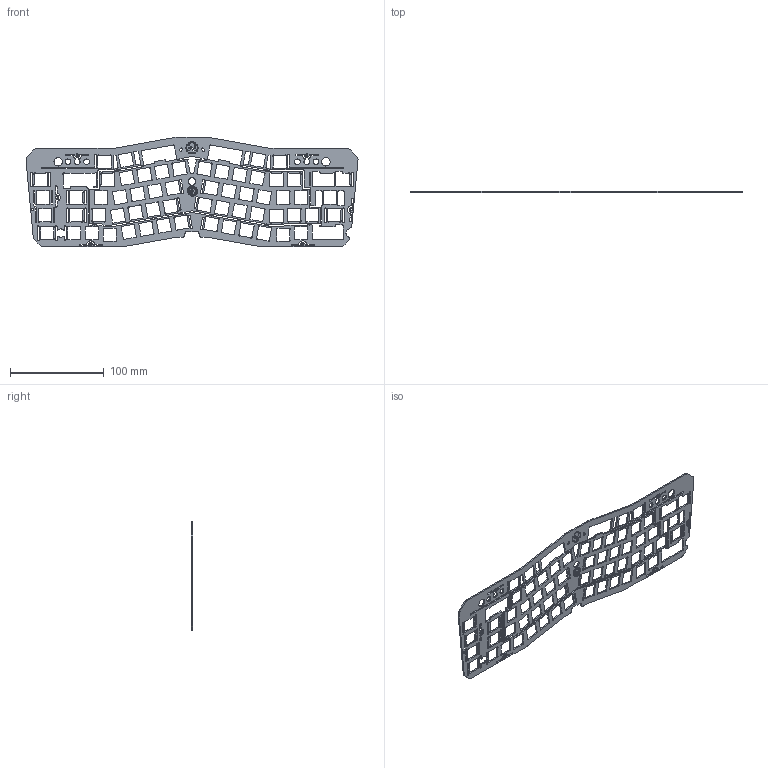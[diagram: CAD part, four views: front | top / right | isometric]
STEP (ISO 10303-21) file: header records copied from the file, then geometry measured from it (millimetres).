
FILE_DESCRIPTION(/* description */ (''),/* implementation_level */ '2;1');
FILE_NAME(/* name */ 'ExportSwitchPlate_ThreeQuarterFlex.step',/* time_stamp */ '2020-08-09T15:34:58+02:00',/* author */ (''),/* organization */ (''),/* preprocessor_version */ 'ST-DEVELOPER v18.1',/* originating_system */ 'Autodesk Translation Framework v9.3.0.1241',/* authorisation */ '');
FILE_SCHEMA (('AUTOMOTIVE_DESIGN { 1 0 10303 214 3 1 1 }'));
Length unit declared in the file: millimetre
Products named in the file (3): Case; Case_1; SwitchPlate
Assembly tree (2 placements, depth 3):
  Case
    Case_1
      SwitchPlate
Bounding box: 354.81 x 1.5 x 117.11 mm (x, y, z)
Volume: 28311.1 mm3; surface area: 49802.4 mm2
Topology: 1 solids, 1 shells, 1073 faces, 3213 edges, 2142 vertices
Faces by surface type: cylinder 568, plane 505
Full cylindrical faces by diameter (mm): 1.75 x14, 2.4 x8, 6 x4, 8 x1, 9 x2
Entity records: 37167 total; most frequent: DIRECTION 6505, CARTESIAN_POINT 6433, ORIENTED_EDGE 6426, EDGE_CURVE 3213, AXIS2_PLACEMENT_3D 2214, VERTEX_POINT 2142, LINE 2077, VECTOR 2077
